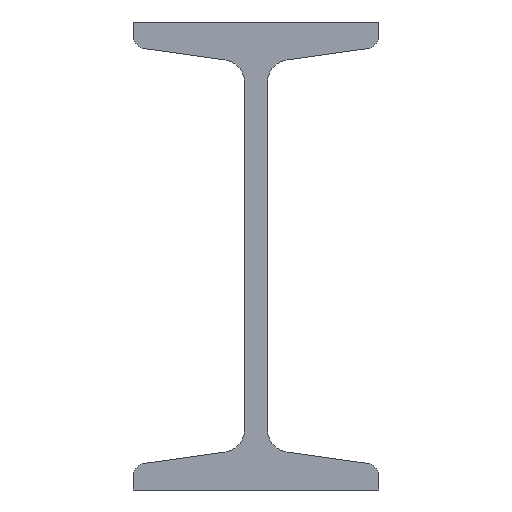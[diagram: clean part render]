
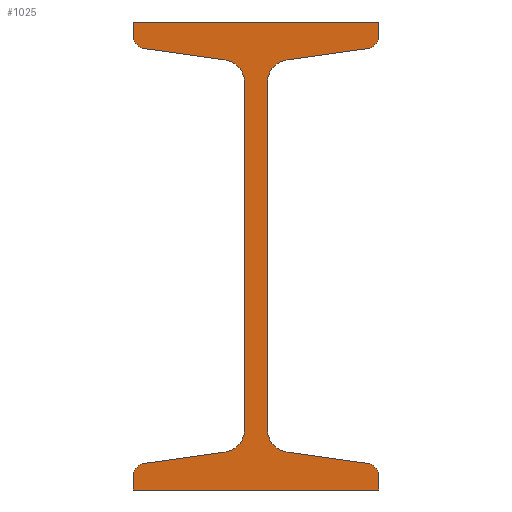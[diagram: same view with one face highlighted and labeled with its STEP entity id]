
A CAD part, front view. The second image highlights one B-rep face of the part: STEP entity #1025.
In plain terms, the highlighted planar face has unit normal (0, -1, 0).
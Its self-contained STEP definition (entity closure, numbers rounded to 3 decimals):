
#2=DIRECTION('',(0.,0.,1.));
#3=VECTOR('',#2,2.267);
#4=CARTESIAN_POINT('',(-21.,0.,-40.));
#5=LINE('',#4,#3);
#6=CARTESIAN_POINT('',(-18.7,0.,-37.733));
#7=DIRECTION('',(0.,1.,0.));
#8=DIRECTION('',(-1.,0.,0.));
#9=AXIS2_PLACEMENT_3D('',#6,#7,#8);
#11=DIRECTION('',(0.99,0.,0.139));
#12=VECTOR('',#11,13.848);
#13=CARTESIAN_POINT('',(-19.02,0.,-35.455));
#14=LINE('',#13,#12);
#15=CARTESIAN_POINT('',(-5.85,0.,-29.666));
#16=DIRECTION('',(0.,-1.,0.));
#17=DIRECTION('',(0.139,0.,-0.99));
#18=AXIS2_PLACEMENT_3D('',#15,#16,#17);
#20=DIRECTION('',(0.,0.,1.));
#21=VECTOR('',#20,59.332);
#22=CARTESIAN_POINT('',(-1.95,0.,-29.666));
#23=LINE('',#22,#21);
#24=CARTESIAN_POINT('',(-5.85,0.,29.666));
#25=DIRECTION('',(0.,-1.,0.));
#26=DIRECTION('',(1.,0.,0.));
#27=AXIS2_PLACEMENT_3D('',#24,#25,#26);
#29=DIRECTION('',(-0.99,0.,0.139));
#30=VECTOR('',#29,13.848);
#31=CARTESIAN_POINT('',(-5.307,0.,33.528));
#32=LINE('',#31,#30);
#33=CARTESIAN_POINT('',(-18.7,0.,37.733));
#34=DIRECTION('',(0.,1.,0.));
#35=DIRECTION('',(-0.139,0.,-0.99));
#36=AXIS2_PLACEMENT_3D('',#33,#34,#35);
#38=DIRECTION('',(0.,0.,1.));
#39=VECTOR('',#38,2.267);
#40=CARTESIAN_POINT('',(-21.,0.,37.733));
#41=LINE('',#40,#39);
#42=DIRECTION('',(1.,0.,0.));
#43=VECTOR('',#42,42.);
#44=CARTESIAN_POINT('',(-21.,0.,40.));
#45=LINE('',#44,#43);
#46=DIRECTION('',(0.,0.,-1.));
#47=VECTOR('',#46,2.267);
#48=CARTESIAN_POINT('',(21.,0.,40.));
#49=LINE('',#48,#47);
#50=CARTESIAN_POINT('',(18.7,0.,37.733));
#51=DIRECTION('',(0.,1.,0.));
#52=DIRECTION('',(1.,0.,0.));
#53=AXIS2_PLACEMENT_3D('',#50,#51,#52);
#55=DIRECTION('',(-0.99,0.,-0.139));
#56=VECTOR('',#55,13.848);
#57=CARTESIAN_POINT('',(19.02,0.,35.455));
#58=LINE('',#57,#56);
#59=CARTESIAN_POINT('',(5.85,0.,29.666));
#60=DIRECTION('',(0.,-1.,0.));
#61=DIRECTION('',(-0.139,0.,0.99));
#62=AXIS2_PLACEMENT_3D('',#59,#60,#61);
#64=DIRECTION('',(0.,0.,-1.));
#65=VECTOR('',#64,59.332);
#66=CARTESIAN_POINT('',(1.95,0.,29.666));
#67=LINE('',#66,#65);
#68=CARTESIAN_POINT('',(5.85,0.,-29.666));
#69=DIRECTION('',(0.,-1.,0.));
#70=DIRECTION('',(-1.,0.,0.));
#71=AXIS2_PLACEMENT_3D('',#68,#69,#70);
#73=DIRECTION('',(0.99,0.,-0.139));
#74=VECTOR('',#73,13.848);
#75=CARTESIAN_POINT('',(5.307,0.,-33.528));
#76=LINE('',#75,#74);
#77=CARTESIAN_POINT('',(18.7,0.,-37.733));
#78=DIRECTION('',(0.,1.,0.));
#79=DIRECTION('',(0.139,0.,0.99));
#80=AXIS2_PLACEMENT_3D('',#77,#78,#79);
#82=DIRECTION('',(0.,0.,-1.));
#83=VECTOR('',#82,2.267);
#84=CARTESIAN_POINT('',(21.,0.,-37.733));
#85=LINE('',#84,#83);
#86=DIRECTION('',(-1.,0.,0.));
#87=VECTOR('',#86,42.);
#88=CARTESIAN_POINT('',(21.,0.,-40.));
#89=LINE('',#88,#87);
#738=CARTESIAN_POINT('',(-21.,0.,-40.));
#739=CARTESIAN_POINT('',(-21.,0.,-37.733));
#740=VERTEX_POINT('',#738);
#741=VERTEX_POINT('',#739);
#742=CARTESIAN_POINT('',(-19.02,0.,-35.455));
#743=VERTEX_POINT('',#742);
#744=CARTESIAN_POINT('',(-5.307,0.,-33.528));
#745=VERTEX_POINT('',#744);
#746=CARTESIAN_POINT('',(-1.95,0.,-29.666));
#747=VERTEX_POINT('',#746);
#748=CARTESIAN_POINT('',(-1.95,0.,29.666));
#749=VERTEX_POINT('',#748);
#750=CARTESIAN_POINT('',(-5.307,0.,33.528));
#751=VERTEX_POINT('',#750);
#752=CARTESIAN_POINT('',(-19.02,0.,35.455));
#753=VERTEX_POINT('',#752);
#754=CARTESIAN_POINT('',(-21.,0.,37.733));
#755=VERTEX_POINT('',#754);
#756=CARTESIAN_POINT('',(-21.,0.,40.));
#757=VERTEX_POINT('',#756);
#758=CARTESIAN_POINT('',(21.,0.,40.));
#759=VERTEX_POINT('',#758);
#760=CARTESIAN_POINT('',(21.,0.,37.733));
#761=VERTEX_POINT('',#760);
#762=CARTESIAN_POINT('',(19.02,0.,35.455));
#763=VERTEX_POINT('',#762);
#764=CARTESIAN_POINT('',(5.307,0.,33.528));
#765=VERTEX_POINT('',#764);
#766=CARTESIAN_POINT('',(1.95,0.,29.666));
#767=VERTEX_POINT('',#766);
#768=CARTESIAN_POINT('',(1.95,0.,-29.666));
#769=VERTEX_POINT('',#768);
#770=CARTESIAN_POINT('',(5.307,0.,-33.528));
#771=VERTEX_POINT('',#770);
#772=CARTESIAN_POINT('',(19.02,0.,-35.455));
#773=VERTEX_POINT('',#772);
#774=CARTESIAN_POINT('',(21.,0.,-37.733));
#775=VERTEX_POINT('',#774);
#776=CARTESIAN_POINT('',(21.,0.,-40.));
#777=VERTEX_POINT('',#776);
#978=CARTESIAN_POINT('',(0.,0.,0.));
#979=DIRECTION('',(0.,1.,0.));
#980=DIRECTION('',(1.,0.,0.));
#981=AXIS2_PLACEMENT_3D('',#978,#979,#980);
#982=PLANE('',#981);
#984=ORIENTED_EDGE('',*,*,#983,.T.);
#986=ORIENTED_EDGE('',*,*,#985,.T.);
#988=ORIENTED_EDGE('',*,*,#987,.T.);
#990=ORIENTED_EDGE('',*,*,#989,.T.);
#992=ORIENTED_EDGE('',*,*,#991,.T.);
#994=ORIENTED_EDGE('',*,*,#993,.T.);
#996=ORIENTED_EDGE('',*,*,#995,.T.);
#998=ORIENTED_EDGE('',*,*,#997,.T.);
#1000=ORIENTED_EDGE('',*,*,#999,.T.);
#1002=ORIENTED_EDGE('',*,*,#1001,.T.);
#1004=ORIENTED_EDGE('',*,*,#1003,.T.);
#1006=ORIENTED_EDGE('',*,*,#1005,.T.);
#1008=ORIENTED_EDGE('',*,*,#1007,.T.);
#1010=ORIENTED_EDGE('',*,*,#1009,.T.);
#1012=ORIENTED_EDGE('',*,*,#1011,.T.);
#1014=ORIENTED_EDGE('',*,*,#1013,.T.);
#1016=ORIENTED_EDGE('',*,*,#1015,.T.);
#1018=ORIENTED_EDGE('',*,*,#1017,.T.);
#1020=ORIENTED_EDGE('',*,*,#1019,.T.);
#1022=ORIENTED_EDGE('',*,*,#1021,.T.);
#1023=EDGE_LOOP('',(#984,#986,#988,#990,#992,#994,#996,#998,#1000,#1002,#1004,
#1006,#1008,#1010,#1012,#1014,#1016,#1018,#1020,#1022));
#1024=FACE_OUTER_BOUND('',#1023,.F.);
#1025=ADVANCED_FACE('',(#1024),#982,.F.);
#10=CIRCLE('',#9,2.3);
#19=CIRCLE('',#18,3.9);
#28=CIRCLE('',#27,3.9);
#37=CIRCLE('',#36,2.3);
#54=CIRCLE('',#53,2.3);
#63=CIRCLE('',#62,3.9);
#72=CIRCLE('',#71,3.9);
#81=CIRCLE('',#80,2.3);
#983=EDGE_CURVE('',#740,#741,#5,.T.);
#985=EDGE_CURVE('',#741,#743,#10,.T.);
#987=EDGE_CURVE('',#743,#745,#14,.T.);
#989=EDGE_CURVE('',#745,#747,#19,.T.);
#991=EDGE_CURVE('',#747,#749,#23,.T.);
#993=EDGE_CURVE('',#749,#751,#28,.T.);
#995=EDGE_CURVE('',#751,#753,#32,.T.);
#997=EDGE_CURVE('',#753,#755,#37,.T.);
#999=EDGE_CURVE('',#755,#757,#41,.T.);
#1001=EDGE_CURVE('',#757,#759,#45,.T.);
#1003=EDGE_CURVE('',#759,#761,#49,.T.);
#1005=EDGE_CURVE('',#761,#763,#54,.T.);
#1007=EDGE_CURVE('',#763,#765,#58,.T.);
#1009=EDGE_CURVE('',#765,#767,#63,.T.);
#1011=EDGE_CURVE('',#767,#769,#67,.T.);
#1013=EDGE_CURVE('',#769,#771,#72,.T.);
#1015=EDGE_CURVE('',#771,#773,#76,.T.);
#1017=EDGE_CURVE('',#773,#775,#81,.T.);
#1019=EDGE_CURVE('',#775,#777,#85,.T.);
#1021=EDGE_CURVE('',#777,#740,#89,.T.);
